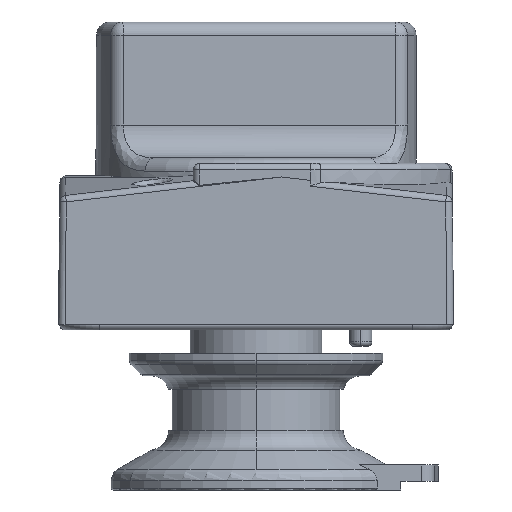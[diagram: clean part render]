
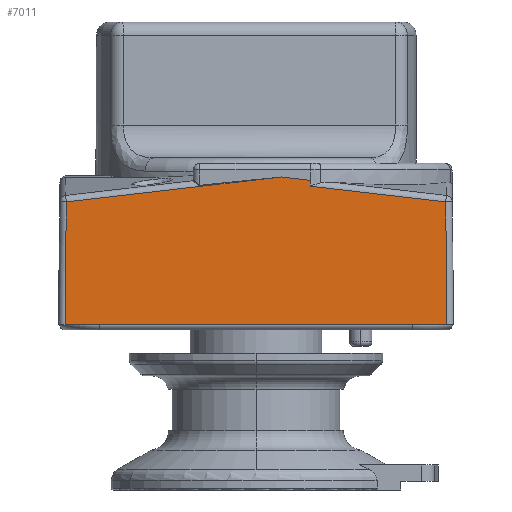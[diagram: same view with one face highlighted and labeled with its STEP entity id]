
A CAD part, left-side view. The second image highlights one B-rep face of the part: STEP entity #7011.
In plain terms, the highlighted planar face has unit normal (-1, 0, 0.011).
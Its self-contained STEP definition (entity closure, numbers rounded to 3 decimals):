
#567=CARTESIAN_POINT('',(-29.771,-8.255,21.025));
#568=CARTESIAN_POINT('',(-29.771,-8.255,21.124));
#569=CARTESIAN_POINT('',(-29.775,-8.255,21.321));
#570=CARTESIAN_POINT('',(-29.773,-8.256,21.618));
#571=CARTESIAN_POINT('',(-29.763,-8.255,21.815));
#572=CARTESIAN_POINT('',(-29.762,-8.255,21.914));
#574=DIRECTION('',(0.011,0.011,1.));
#575=VECTOR('',#574,18.647);
#576=CARTESIAN_POINT('',(-30.,-29.,0.));
#577=LINE('',#576,#575);
#578=DIRECTION('',(-0.011,0.011,-1.));
#579=VECTOR('',#578,18.647);
#580=CARTESIAN_POINT('',(-29.802,28.802,18.645));
#581=LINE('',#580,#579);
#582=DIRECTION('',(0.001,-0.993,0.115));
#583=VECTOR('',#582,32.854);
#584=CARTESIAN_POINT('',(-29.802,28.802,18.645));
#585=LINE('',#584,#583);
#586=DIRECTION('',(0.,-0.993,-0.115));
#587=VECTOR('',#586,4.451);
#588=CARTESIAN_POINT('',(-29.761,-3.834,22.426));
#589=LINE('',#588,#587);
#1138=CARTESIAN_POINT('',(-30.,29.,0.));
#1144=DIRECTION('',(0.,1.,0.));
#1145=VECTOR('',#1144,58.);
#1146=CARTESIAN_POINT('',(-30.,-29.,0.));
#1147=LINE('',#1146,#1145);
#1152=CARTESIAN_POINT('',(-30.,-29.,0.));
#4687=DIRECTION('',(0.001,0.993,0.115));
#4688=VECTOR('',#4687,20.684);
#4689=CARTESIAN_POINT('',(-29.802,-28.802,
18.645));
#4690=LINE('',#4689,#4688);
#5287=VERTEX_POINT('',#1138);
#5290=VERTEX_POINT('',#1152);
#5636=CARTESIAN_POINT('',(-29.802,28.802,18.645));
#5637=CARTESIAN_POINT('',(-29.761,-3.834,
22.426));
#5638=VERTEX_POINT('',#5636);
#5639=VERTEX_POINT('',#5637);
#5686=CARTESIAN_POINT('',(-29.802,-28.802,
18.645));
#5688=VERTEX_POINT('',#5686);
#5692=VERTEX_POINT('',#567);
#5693=VERTEX_POINT('',#572);
#6993=CARTESIAN_POINT('',(-29.76,-37.65,22.62));
#6994=DIRECTION('',(1.,0.,-0.011));
#6995=DIRECTION('',(-0.011,0.,-1.));
#6996=AXIS2_PLACEMENT_3D('',#6993,#6994,#6995);
#6997=PLANE('',#6996);
#6999=ORIENTED_EDGE('',*,*,#6998,.F.);
#7001=ORIENTED_EDGE('',*,*,#7000,.F.);
#7003=ORIENTED_EDGE('',*,*,#7002,.F.);
#7005=ORIENTED_EDGE('',*,*,#7004,.T.);
#7006=ORIENTED_EDGE('',*,*,#6985,.F.);
#7007=ORIENTED_EDGE('',*,*,#6047,.T.);
#7008=ORIENTED_EDGE('',*,*,#6282,.T.);
#7009=EDGE_LOOP('',(#6999,#7001,#7003,#7005,#7006,#7007,#7008));
#7010=FACE_OUTER_BOUND('',#7009,.F.);
#7011=ADVANCED_FACE('',(#7010),#6997,.F.);
#573=B_SPLINE_CURVE_WITH_KNOTS('',3,(#567,#568,#569,#570,#571,#572),
.UNSPECIFIED.,.F.,.F.,(4,1,1,4),(0.,0.333,0.667,1.),
.UNSPECIFIED.);
#6047=EDGE_CURVE('',#5638,#5639,#585,.T.);
#6282=EDGE_CURVE('',#5639,#5693,#589,.T.);
#6985=EDGE_CURVE('',#5638,#5287,#581,.T.);
#6998=EDGE_CURVE('',#5692,#5693,#573,.T.);
#7000=EDGE_CURVE('',#5688,#5692,#4690,.T.);
#7002=EDGE_CURVE('',#5290,#5688,#577,.T.);
#7004=EDGE_CURVE('',#5290,#5287,#1147,.T.);
